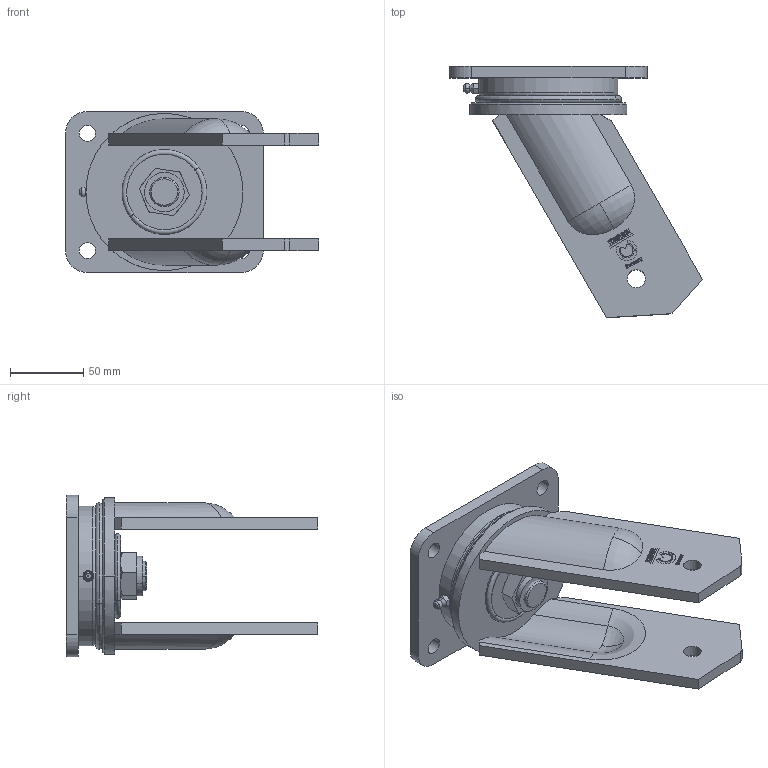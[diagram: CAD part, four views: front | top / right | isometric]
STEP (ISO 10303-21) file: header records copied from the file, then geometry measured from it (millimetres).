
FILE_DESCRIPTION (( 'STEP AP214' ), '1' );
FILE_NAME ('0019244.step', '2022-06-24T09:26:29', ( '' ), ( '' ), 'SwSTEP 2.0', 'SolidWorks 2020', '' );
FILE_SCHEMA (( 'AUTOMOTIVE_DESIGN' ));
Length unit declared in the file: millimetre
Products named in the file (1): 0019244
Bounding box: 172.71 x 171.56 x 110 mm (x, y, z)
Volume: 489334.3 mm3; surface area: 123530.6 mm2
Topology: 7 solids, 7 shells, 646 faces, 1690 edges, 1108 vertices
Faces by surface type: plane 319, bspline 204, cylinder 67, cone 28, torus 26, sphere 2
Entity records: 23640 total; most frequent: CARTESIAN_POINT 9669, ORIENTED_EDGE 3370, DIRECTION 1920, EDGE_CURVE 1685, VERTEX_POINT 1107, B_SPLINE_CURVE_WITH_KNOTS 838, EDGE_LOOP 722, ADVANCED_FACE 646
